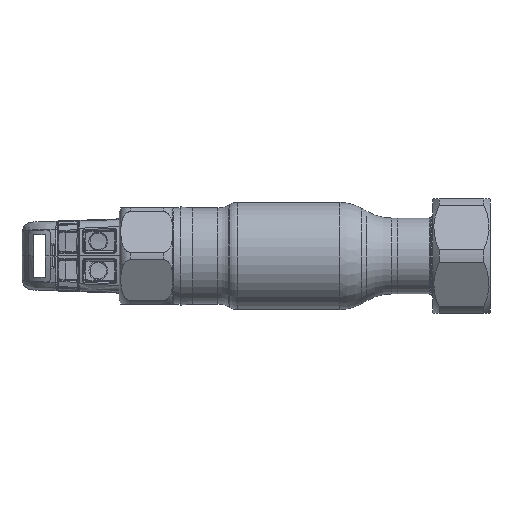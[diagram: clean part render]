
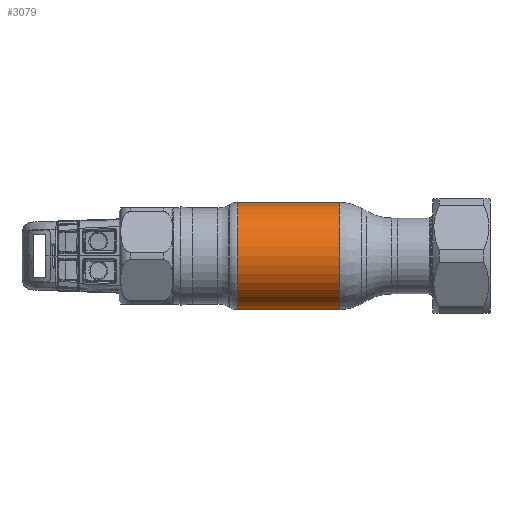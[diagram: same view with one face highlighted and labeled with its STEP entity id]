
A CAD part, front view. The second image highlights one B-rep face of the part: STEP entity #3079.
In plain terms, the highlighted cylindrical face has radius 15 mm (diameter 30 mm), a partial arc.
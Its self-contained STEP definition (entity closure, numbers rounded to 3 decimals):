
#2086 = LINE ( 'NONE', #68109, #61459 ) ;
#2414 = EDGE_CURVE ( 'NONE', #20784, #53094, #32122, .T. ) ;
#3079 = ADVANCED_FACE ( 'NONE', ( #52714 ), #51790, .T. ) ;
#7674 = EDGE_LOOP ( 'NONE', ( #45215, #59197, #24770, #49478 ) ) ;
#10484 = CARTESIAN_POINT ( 'NONE',  ( 14.285, 0., 15. ) ) ;
#10923 = CARTESIAN_POINT ( 'NONE',  ( 62.69, 0., -15. ) ) ;
#16105 = CARTESIAN_POINT ( 'NONE',  ( -14.285, 0., 15. ) ) ;
#17401 = CARTESIAN_POINT ( 'NONE',  ( -14.285, 0., 0. ) ) ;
#20425 = DIRECTION ( 'NONE',  ( 0., 0., -1. ) ) ;
#20784 = VERTEX_POINT ( 'NONE', #10484 ) ;
#22260 = DIRECTION ( 'NONE',  ( 1., 0., 0. ) ) ;
#22992 = CARTESIAN_POINT ( 'NONE',  ( 14.285, 0., -15. ) ) ;
#24770 = ORIENTED_EDGE ( 'NONE', *, *, #60552, .T. ) ;
#27051 = DIRECTION ( 'NONE',  ( 1., 0., 0. ) ) ;
#32122 = CIRCLE ( 'NONE', #70238, 15. ) ;
#32788 = DIRECTION ( 'NONE',  ( 0., 0., -1. ) ) ;
#34134 = VECTOR ( 'NONE', #22260, 1000. ) ;
#35234 = DIRECTION ( 'NONE',  ( 0., 0., -1. ) ) ;
#38266 = CARTESIAN_POINT ( 'NONE',  ( 14.285, 0., 0. ) ) ;
#43108 = CIRCLE ( 'NONE', #70703, 15. ) ;
#45215 = ORIENTED_EDGE ( 'NONE', *, *, #46456, .F. ) ;
#46456 = EDGE_CURVE ( 'NONE', #72188, #20784, #2086, .T. ) ;
#46887 = EDGE_CURVE ( 'NONE', #72188, #49458, #43108, .T. ) ;
#47671 = LINE ( 'NONE', #10923, #34134 ) ;
#49458 = VERTEX_POINT ( 'NONE', #64907 ) ;
#49478 = ORIENTED_EDGE ( 'NONE', *, *, #2414, .F. ) ;
#51790 = CYLINDRICAL_SURFACE ( 'NONE', #55574, 15. ) ;
#52714 = FACE_OUTER_BOUND ( 'NONE', #7674, .T. ) ;
#53094 = VERTEX_POINT ( 'NONE', #22992 ) ;
#55574 = AXIS2_PLACEMENT_3D ( 'NONE', #61436, #27051, #32788 ) ;
#59197 = ORIENTED_EDGE ( 'NONE', *, *, #46887, .T. ) ;
#60552 = EDGE_CURVE ( 'NONE', #49458, #53094, #47671, .T. ) ;
#61436 = CARTESIAN_POINT ( 'NONE',  ( 62.69, 0., 0. ) ) ;
#61459 = VECTOR ( 'NONE', #62556, 1000. ) ;
#62556 = DIRECTION ( 'NONE',  ( 1., 0., 0. ) ) ;
#63600 = DIRECTION ( 'NONE',  ( 1., 0., 0. ) ) ;
#64907 = CARTESIAN_POINT ( 'NONE',  ( -14.285, 0., -15. ) ) ;
#68109 = CARTESIAN_POINT ( 'NONE',  ( 62.69, 0., 15. ) ) ;
#70238 = AXIS2_PLACEMENT_3D ( 'NONE', #38266, #72162, #20425 ) ;
#70703 = AXIS2_PLACEMENT_3D ( 'NONE', #17401, #63600, #35234 ) ;
#72162 = DIRECTION ( 'NONE',  ( 1., 0., 0. ) ) ;
#72188 = VERTEX_POINT ( 'NONE', #16105 ) ;
